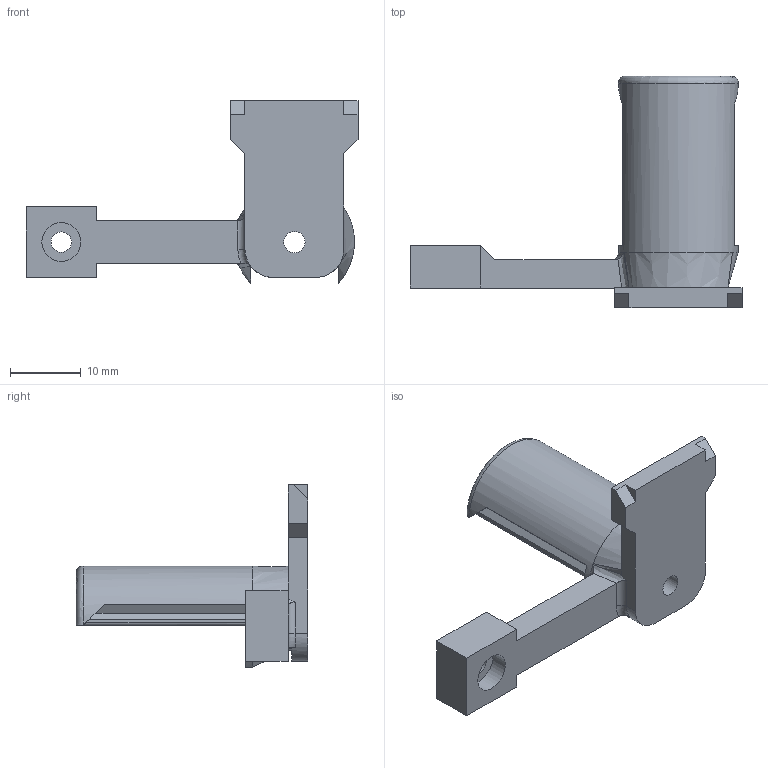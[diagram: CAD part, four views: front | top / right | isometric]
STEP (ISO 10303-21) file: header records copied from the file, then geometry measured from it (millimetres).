
FILE_DESCRIPTION(/* description */ (''),/* implementation_level */ '2;1');
FILE_NAME(/* name */ 'motor_holder with.step',/* time_stamp */ '2024-09-21T11:22:10+02:00',/* author */ (''),/* organization */ (''),/* preprocessor_version */ 'ST-DEVELOPER v20',/* originating_system */ 'Autodesk Translation Framework v13.20.0.188',/* authorisation */ '');
FILE_SCHEMA (('AUTOMOTIVE_DESIGN { 1 0 10303 214 3 1 1 }'));
Length unit declared in the file: millimetre
Products named in the file (1): motor_holder
Bounding box: 47 x 32.8 x 25.81 mm (x, y, z)
Volume: 3444.7 mm3; surface area: 3509.4 mm2
Topology: 1 solids, 1 shells, 96 faces, 269 edges, 177 vertices
Faces by surface type: plane 64, cylinder 23, bspline 6, torus 3
Full cylindrical faces by diameter (mm): 2.9 x1, 3 x1, 5.5 x1
Entity records: 3441 total; most frequent: CARTESIAN_POINT 934, ORIENTED_EDGE 538, DIRECTION 483, EDGE_CURVE 269, LINE 179, VECTOR 179, VERTEX_POINT 177, AXIS2_PLACEMENT_3D 152
